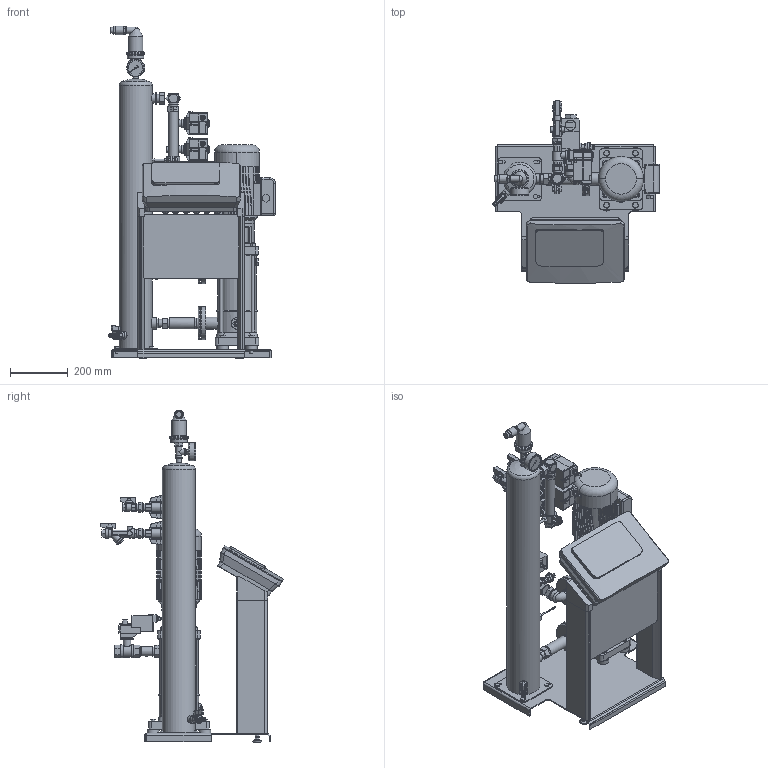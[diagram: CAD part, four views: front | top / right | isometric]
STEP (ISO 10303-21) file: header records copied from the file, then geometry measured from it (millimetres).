
FILE_DESCRIPTION(/* description */ (''),/* implementation_level */ '2;1');
FILE_NAME(/* name */ '3d_Reflex''Servitec75Basic''90°C-8831300.stp',/* time_stamp */ '2020-02-20T09:29:16+01:00',/* author */ ('Andrzej'),/* organization */ (''),/* preprocessor_version */ 'ST-DEVELOPER v16.13',/* originating_system */ 'AutoCAD Mechanical',/* authorisation */ '');
FILE_SCHEMA (('AUTOMOTIVE_DESIGN { 1 0 10303 214 3 1 1 }'));
Products named in the file (1): Product
Bounding box: 577.72 x 631.53 x 1150 mm (x, y, z)
Volume: 34062140.2 mm3; surface area: 2942803.5 mm2
Topology: 110 solids, 112 shells, 3751 faces, 9465 edges, 6230 vertices
Faces by surface type: plane 2888, cylinder 732, torus 61, cone 54, bspline 9, sphere 7
Full cylindrical faces by diameter (mm): 1 x1, 1.5 x2, 2 x1, 4 x1, 5 x6, 6 x8, 6.2 x2, 8 x8, 8.3 x1, 8.4 x2, 8.5 x2, 8.612 x1, 9 x1, 10 x17, 10.5 x8, 11 x8, 11.5 x4, 12 x1, 13 x1, 14 x1, 14.63 x2, 15 x2, 16 x16, 16.662 x1, 16.75 x1, 17 x9, 17.2 x1, 17.5 x8, 17.869 x2, 18 x5
Entity records: 113049 total; most frequent: CARTESIAN_POINT 23845, ORIENTED_EDGE 18154, DIRECTION 17609, EDGE_CURVE 9077, LINE 7225, VECTOR 7225, VERTEX_POINT 6157, AXIS2_PLACEMENT_3D 5192
